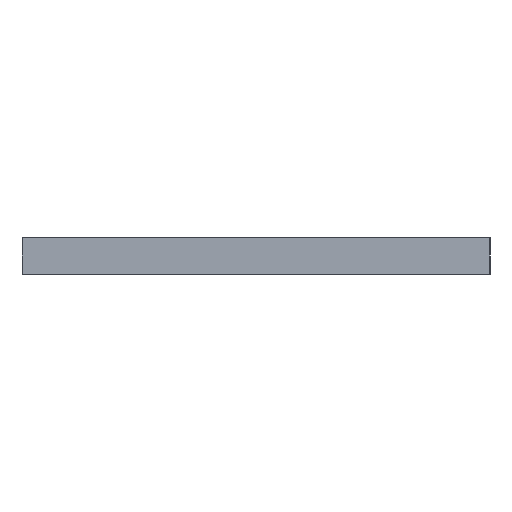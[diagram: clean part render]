
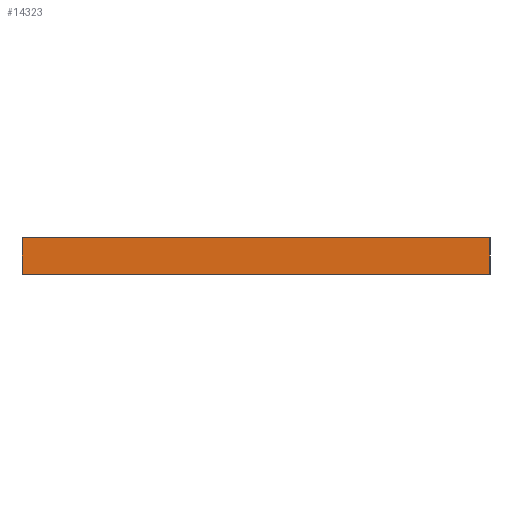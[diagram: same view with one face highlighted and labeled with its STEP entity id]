
A CAD part, left-side view. The second image highlights one B-rep face of the part: STEP entity #14323.
In plain terms, the highlighted planar face has unit normal (-1, 0, 0).
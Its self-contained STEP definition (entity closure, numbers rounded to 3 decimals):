
#3925 = VERTEX_POINT('',#3926);
#3926 = CARTESIAN_POINT('',(-2.,304.,-6.4));
#3932 = EDGE_CURVE('',#3933,#3925,#3935,.T.);
#3933 = VERTEX_POINT('',#3934);
#3934 = CARTESIAN_POINT('',(-2.,168.,-6.4));
#3935 = LINE('',#3936,#3937);
#3936 = CARTESIAN_POINT('',(-2.,168.,-6.4));
#3937 = VECTOR('',#3938,1.);
#3938 = DIRECTION('',(0.,1.,0.));
#14303 = EDGE_CURVE('',#3925,#14304,#14306,.T.);
#14304 = VERTEX_POINT('',#14305);
#14305 = CARTESIAN_POINT('',(-2.,304.,4.25));
#14306 = LINE('',#14307,#14308);
#14307 = CARTESIAN_POINT('',(-2.,304.,-6.4));
#14308 = VECTOR('',#14309,1.);
#14309 = DIRECTION('',(0.,0.,1.));
#14323 = ADVANCED_FACE('',(#14324),#14342,.T.);
#14324 = FACE_BOUND('',#14325,.T.);
#14325 = EDGE_LOOP('',(#14326,#14334,#14340,#14341));
#14326 = ORIENTED_EDGE('',*,*,#14327,.T.);
#14327 = EDGE_CURVE('',#3933,#14328,#14330,.T.);
#14328 = VERTEX_POINT('',#14329);
#14329 = CARTESIAN_POINT('',(-2.,168.,4.25));
#14330 = LINE('',#14331,#14332);
#14331 = CARTESIAN_POINT('',(-2.,168.,-6.4));
#14332 = VECTOR('',#14333,1.);
#14333 = DIRECTION('',(0.,0.,1.));
#14334 = ORIENTED_EDGE('',*,*,#14335,.T.);
#14335 = EDGE_CURVE('',#14328,#14304,#14336,.T.);
#14336 = LINE('',#14337,#14338);
#14337 = CARTESIAN_POINT('',(-2.,168.,4.25));
#14338 = VECTOR('',#14339,1.);
#14339 = DIRECTION('',(0.,1.,0.));
#14340 = ORIENTED_EDGE('',*,*,#14303,.F.);
#14341 = ORIENTED_EDGE('',*,*,#3932,.F.);
#14342 = PLANE('',#14343);
#14343 = AXIS2_PLACEMENT_3D('',#14344,#14345,#14346);
#14344 = CARTESIAN_POINT('',(-2.,168.,-6.4));
#14345 = DIRECTION('',(-1.,0.,0.));
#14346 = DIRECTION('',(0.,1.,0.));
